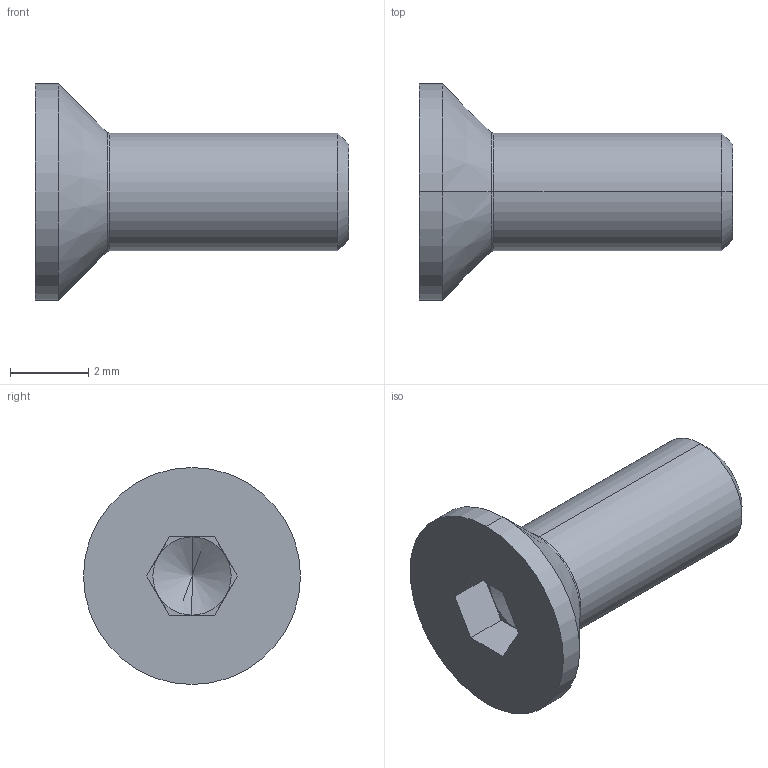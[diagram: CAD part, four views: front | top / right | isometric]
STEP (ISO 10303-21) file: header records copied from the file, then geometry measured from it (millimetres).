
FILE_DESCRIPTION(('STEP AP214'),'1');
FILE_NAME('1215-Z1P-A.step','2014-03-27T10:02:09',(' '),(' '),'Spatial InterOp 3D',' ',' ');
FILE_SCHEMA(('automotive_design'));
Length unit declared in the file: metre
Products named in the file (1): 1
Bounding box: 8 x 5.54 x 5.54 mm (x, y, z)
Volume: 71.6 mm3; surface area: 129.8 mm2
Topology: 1 solids, 1 shells, 26 faces, 56 edges, 31 vertices
Faces by surface type: plane 14, cone 6, cylinder 4, torus 2
Entity records: 911 total; most frequent: DIRECTION 128, CARTESIAN_POINT 112, ORIENTED_EDGE 108, EDGE_CURVE 54, AXIS2_PLACEMENT_3D 47, LINE 34, VECTOR 34, VERTEX_POINT 31
